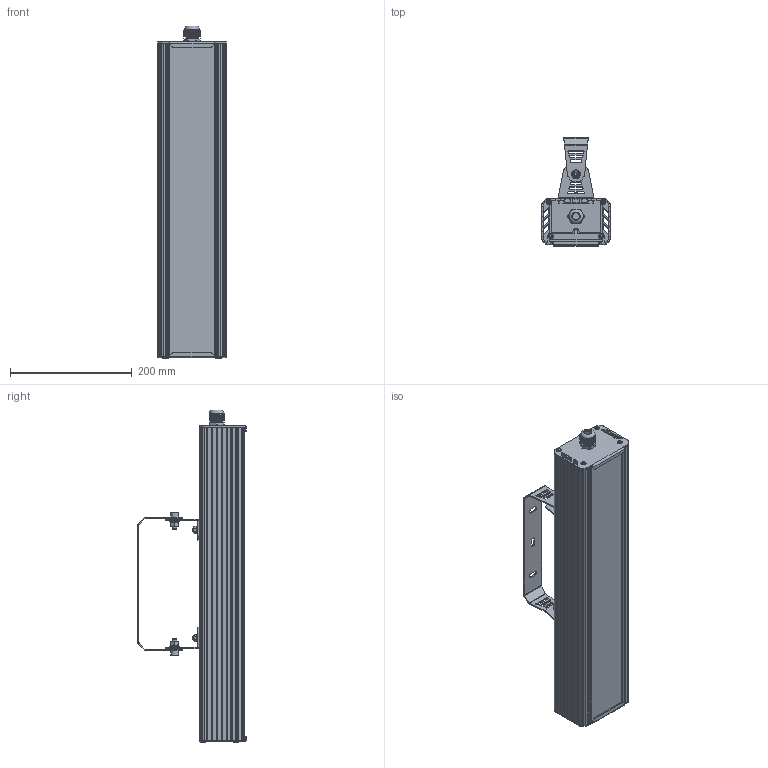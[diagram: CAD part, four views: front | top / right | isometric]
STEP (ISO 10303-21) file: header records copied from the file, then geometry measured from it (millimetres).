
FILE_DESCRIPTION(('STEP AP214'), '1');
FILE_NAME('001.0070.45.000 - ÃÑÏ-Ïðèìà-Îïòèê-70', '2023-09-24T13:45:12', (''), (''), 'C3D Converter', 'C3D Toolkit', '');
FILE_SCHEMA(('AUTOMOTIVE_DESIGN { 1 0 10303 214 3 1 1}'));
Length unit declared in the file: millimetre
Products named in the file (39): 001.0070.45.000
Assembly tree (66 placements, depth 4):
  001.0070.45.000
    (unnamed)
      (unnamed)
      (unnamed)
      (unnamed)  x4
      (unnamed)
      (unnamed)  x4
      (unnamed)
      (unnamed)
      (unnamed)
      (unnamed)  x7
        (unnamed)
        (unnamed)
        (unnamed)
        (unnamed)
        (unnamed)
        (unnamed)
        (unnamed)
        (unnamed)
        (unnamed)
        (unnamed)
    (unnamed)
      (unnamed)
      (unnamed)
      (unnamed)
      (unnamed)  x2
      (unnamed)
      (unnamed)
      (unnamed)
      (unnamed)
      (unnamed)
      (unnamed)
      (unnamed)
      (unnamed)
      (unnamed)  x2
      (unnamed)
      (unnamed)
      (unnamed)
      (unnamed)
Bounding box: 112.19 x 178.44 x 546 mm (x, y, z)
Volume: 1133724 mm3; surface area: 929909.1 mm2
Topology: 278 solids, 278 shells, 4447 faces, 10734 edges, 7209 vertices
Faces by surface type: plane 2972, cylinder 1224, bspline 120, cone 98, sphere 21, torus 12
Full cylindrical faces by diameter (mm): 1 x21, 2 x14, 2.5 x28, 2.8 x175, 3.2 x21, 3.5 x42, 4 x8, 4.917 x2, 6 x4, 6.6 x2, 6.647 x2, 8 x10, 8.5 x4, 9 x95, 11 x2, 12 x1, 12.5 x1, 13 x2, 15 x4, 18.5 x3, 20 x1, 23.5 x1
Entity records: 105722 total; most frequent: CARTESIAN_POINT 37962, DIRECTION 10582, ORIENTED_EDGE 10430, EDGE_CURVE 5215, AXIS2_PLACEMENT_3D 3733, VERTEX_POINT 3587, LINE 3116, VECTOR 3116
